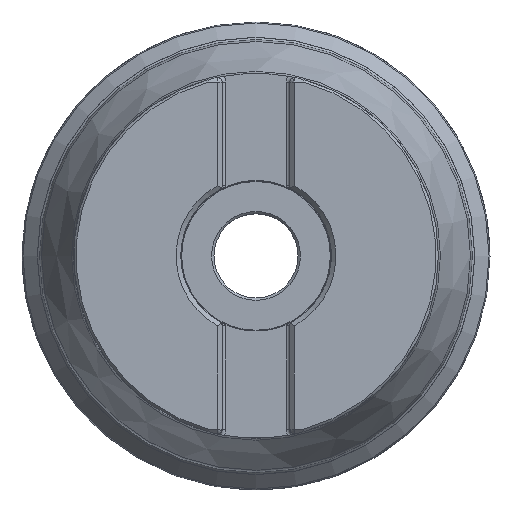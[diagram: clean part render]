
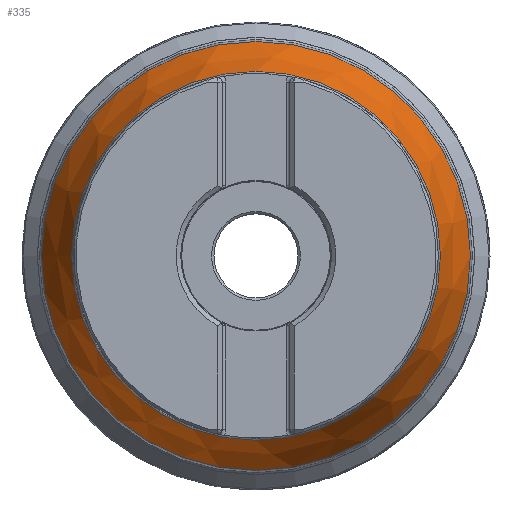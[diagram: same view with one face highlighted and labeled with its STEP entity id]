
A CAD part, top view. The second image highlights one B-rep face of the part: STEP entity #335.
In plain terms, the highlighted conical face has half-angle 23.974 degrees and reference radius 39 mm.
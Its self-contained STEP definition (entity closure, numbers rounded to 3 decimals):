
#283=CONICAL_SURFACE('',#1644,39.,23.974);
#335=ADVANCED_FACE('',(#671,#672),#283,.T.);
#554=CIRCLE('',#1642,45.847);
#555=CIRCLE('',#1643,39.431);
#671=FACE_BOUND('',#793,.T.);
#672=FACE_BOUND('',#794,.T.);
#793=EDGE_LOOP('',(#992));
#794=EDGE_LOOP('',(#993));
#992=ORIENTED_EDGE('',*,*,#1462,.T.);
#993=ORIENTED_EDGE('',*,*,#1463,.T.);
#1324=VERTEX_POINT('',#2679);
#1325=VERTEX_POINT('',#2681);
#1462=EDGE_CURVE('',#1324,#1324,#554,.T.);
#1463=EDGE_CURVE('',#1325,#1325,#555,.T.);
#1642=AXIS2_PLACEMENT_3D('',#2678,#1935,#1936);
#1643=AXIS2_PLACEMENT_3D('',#2680,#1937,#1938);
#1644=AXIS2_PLACEMENT_3D('',#2682,#1939,#1940);
#1935=DIRECTION('',(0.,0.,1.));
#1936=DIRECTION('',(1.,0.,0.));
#1937=DIRECTION('',(0.,0.,-1.));
#1938=DIRECTION('',(-1.,0.,0.));
#1939=DIRECTION('',(0.,0.,-1.));
#1940=DIRECTION('',(-1.,0.,0.));
#2678=CARTESIAN_POINT('',(0.,0.,-28.398));
#2679=CARTESIAN_POINT('',(45.847,0.,-28.398));
#2680=CARTESIAN_POINT('',(0.,0.,-13.97));
#2681=CARTESIAN_POINT('',(-39.431,0.,-13.97));
#2682=CARTESIAN_POINT('',(0.,0.,-13.));
